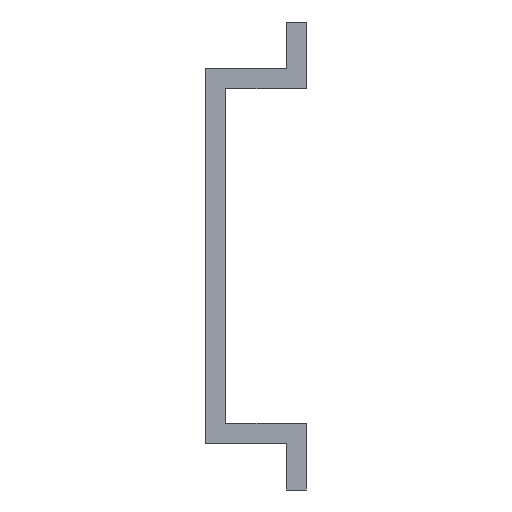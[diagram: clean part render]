
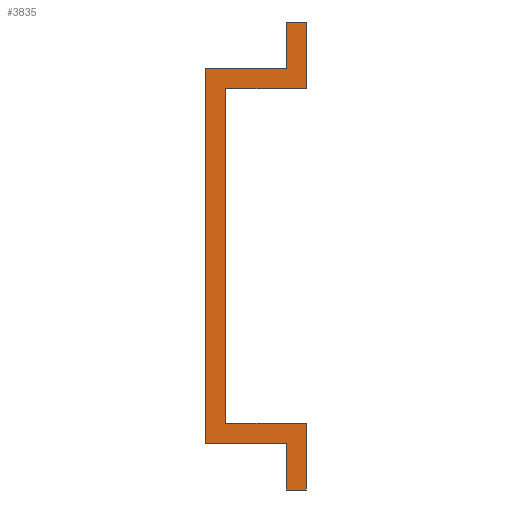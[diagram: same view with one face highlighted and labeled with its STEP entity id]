
A CAD part, left-side view. The second image highlights one B-rep face of the part: STEP entity #3835.
In plain terms, the highlighted planar face has unit normal (-1, 0, 0).
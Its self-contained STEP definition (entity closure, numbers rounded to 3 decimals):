
#1 = CARTESIAN_POINT ( 'NONE',  ( -345., -3., 17.5 ) ) ;
#15 = LINE ( 'NONE', #2061, #1756 ) ;
#33 = EDGE_CURVE ( 'NONE', #1890, #4248, #1530, .T. ) ;
#38 = DIRECTION ( 'NONE',  ( 0., -1., 0. ) ) ;
#46 = ORIENTED_EDGE ( 'NONE', *, *, #1848, .T. ) ;
#68 = ORIENTED_EDGE ( 'NONE', *, *, #675, .F. ) ;
#69 = LINE ( 'NONE', #1504, #1508 ) ;
#138 = CARTESIAN_POINT ( 'NONE',  ( -345., -3., -14. ) ) ;
#144 = DIRECTION ( 'NONE',  ( 0., -1., 0. ) ) ;
#234 = DIRECTION ( 'NONE',  ( 0., -1., 0. ) ) ;
#367 = ORIENTED_EDGE ( 'NONE', *, *, #1086, .F. ) ;
#446 = LINE ( 'NONE', #1144, #4376 ) ;
#584 = DIRECTION ( 'NONE',  ( 0., 1., 0. ) ) ;
#600 = VERTEX_POINT ( 'NONE', #2855 ) ;
#675 = EDGE_CURVE ( 'NONE', #3973, #2283, #69, .T. ) ;
#734 = PLANE ( 'NONE',  #2483 ) ;
#822 = LINE ( 'NONE', #1522, #1623 ) ;
#856 = EDGE_CURVE ( 'NONE', #4248, #1035, #937, .T. ) ;
#922 = DIRECTION ( 'NONE',  ( 0., 0., -1. ) ) ;
#937 = LINE ( 'NONE', #3303, #1435 ) ;
#970 = CARTESIAN_POINT ( 'NONE',  ( -345., -3., -14. ) ) ;
#998 = CARTESIAN_POINT ( 'NONE',  ( -345., -3., 17.5 ) ) ;
#1016 = VERTEX_POINT ( 'NONE', #1384 ) ;
#1035 = VERTEX_POINT ( 'NONE', #1973 ) ;
#1039 = CARTESIAN_POINT ( 'NONE',  ( -345., -3., -14. ) ) ;
#1086 = EDGE_CURVE ( 'NONE', #1916, #1016, #446, .T. ) ;
#1144 = CARTESIAN_POINT ( 'NONE',  ( -345., -3., 17.5 ) ) ;
#1273 = LINE ( 'NONE', #1039, #3607 ) ;
#1373 = ORIENTED_EDGE ( 'NONE', *, *, #4176, .F. ) ;
#1384 = CARTESIAN_POINT ( 'NONE',  ( -345., -4.5, 17.5 ) ) ;
#1400 = VECTOR ( 'NONE', #234, 1000. ) ;
#1435 = VECTOR ( 'NONE', #3282, 1000. ) ;
#1443 = FACE_OUTER_BOUND ( 'NONE', #1509, .T. ) ;
#1489 = DIRECTION ( 'NONE',  ( -1., 0., 0. ) ) ;
#1504 = CARTESIAN_POINT ( 'NONE',  ( -345., -4.5, -14. ) ) ;
#1508 = VECTOR ( 'NONE', #3154, 1000. ) ;
#1509 = EDGE_LOOP ( 'NONE', ( #68, #3747, #2378, #1373, #1906, #367, #1977, #3634, #2712, #2775, #3480, #46 ) ) ;
#1522 = CARTESIAN_POINT ( 'NONE',  ( -345., 1.5, 14. ) ) ;
#1530 = LINE ( 'NONE', #2563, #4379 ) ;
#1556 = CARTESIAN_POINT ( 'NONE',  ( -345., -4.5, -17.5 ) ) ;
#1557 = CARTESIAN_POINT ( 'NONE',  ( -345., -4.5, 12.5 ) ) ;
#1623 = VECTOR ( 'NONE', #3515, 1000. ) ;
#1735 = EDGE_CURVE ( 'NONE', #600, #3973, #2017, .T. ) ;
#1756 = VECTOR ( 'NONE', #38, 1000. ) ;
#1848 = EDGE_CURVE ( 'NONE', #4158, #2283, #15, .T. ) ;
#1864 = EDGE_CURVE ( 'NONE', #1035, #2140, #2103, .T. ) ;
#1890 = VERTEX_POINT ( 'NONE', #3428 ) ;
#1906 = ORIENTED_EDGE ( 'NONE', *, *, #2586, .F. ) ;
#1916 = VERTEX_POINT ( 'NONE', #998 ) ;
#1973 = CARTESIAN_POINT ( 'NONE',  ( -345., 3., -14. ) ) ;
#1977 = ORIENTED_EDGE ( 'NONE', *, *, #2274, .T. ) ;
#2017 = LINE ( 'NONE', #3998, #1400 ) ;
#2047 = VECTOR ( 'NONE', #2151, 1000. ) ;
#2048 = VECTOR ( 'NONE', #4135, 1000. ) ;
#2061 = CARTESIAN_POINT ( 'NONE',  ( -345., -3., -17.5 ) ) ;
#2103 = LINE ( 'NONE', #3791, #2048 ) ;
#2122 = DIRECTION ( 'NONE',  ( 0., 0., -1. ) ) ;
#2140 = VERTEX_POINT ( 'NONE', #970 ) ;
#2151 = DIRECTION ( 'NONE',  ( 0., 0., -1. ) ) ;
#2193 = CARTESIAN_POINT ( 'NONE',  ( -345., 1.5, 12.5 ) ) ;
#2274 = EDGE_CURVE ( 'NONE', #1916, #1890, #2584, .T. ) ;
#2283 = VERTEX_POINT ( 'NONE', #1556 ) ;
#2378 = ORIENTED_EDGE ( 'NONE', *, *, #4038, .F. ) ;
#2456 = CARTESIAN_POINT ( 'NONE',  ( -345., 3., 14. ) ) ;
#2483 = AXIS2_PLACEMENT_3D ( 'NONE', #138, #1489, #2844 ) ;
#2563 = CARTESIAN_POINT ( 'NONE',  ( -345., -3., 14. ) ) ;
#2584 = LINE ( 'NONE', #1, #3961 ) ;
#2586 = EDGE_CURVE ( 'NONE', #1016, #2967, #3257, .T. ) ;
#2712 = ORIENTED_EDGE ( 'NONE', *, *, #856, .T. ) ;
#2775 = ORIENTED_EDGE ( 'NONE', *, *, #1864, .T. ) ;
#2844 = DIRECTION ( 'NONE',  ( 0., 0., 1. ) ) ;
#2855 = CARTESIAN_POINT ( 'NONE',  ( -345., 1.5, -12.5 ) ) ;
#2906 = CARTESIAN_POINT ( 'NONE',  ( -345., -4.5, 17.5 ) ) ;
#2967 = VERTEX_POINT ( 'NONE', #1557 ) ;
#3154 = DIRECTION ( 'NONE',  ( 0., 0., -1. ) ) ;
#3257 = LINE ( 'NONE', #2906, #2047 ) ;
#3265 = VECTOR ( 'NONE', #584, 1000. ) ;
#3282 = DIRECTION ( 'NONE',  ( 0., 0., -1. ) ) ;
#3303 = CARTESIAN_POINT ( 'NONE',  ( -345., 3., 14. ) ) ;
#3318 = CARTESIAN_POINT ( 'NONE',  ( -345., -3., 12.5 ) ) ;
#3373 = EDGE_CURVE ( 'NONE', #2140, #4158, #1273, .T. ) ;
#3428 = CARTESIAN_POINT ( 'NONE',  ( -345., -3., 14. ) ) ;
#3480 = ORIENTED_EDGE ( 'NONE', *, *, #3373, .T. ) ;
#3515 = DIRECTION ( 'NONE',  ( 0., 0., -1. ) ) ;
#3607 = VECTOR ( 'NONE', #2122, 1000. ) ;
#3634 = ORIENTED_EDGE ( 'NONE', *, *, #33, .T. ) ;
#3747 = ORIENTED_EDGE ( 'NONE', *, *, #1735, .F. ) ;
#3791 = CARTESIAN_POINT ( 'NONE',  ( -345., 3., -14. ) ) ;
#3797 = CARTESIAN_POINT ( 'NONE',  ( -345., -4.5, -12.5 ) ) ;
#3835 = ADVANCED_FACE ( 'NONE', ( #1443 ), #734, .T. ) ;
#3914 = DIRECTION ( 'NONE',  ( 0., 1., 0. ) ) ;
#3961 = VECTOR ( 'NONE', #922, 1000. ) ;
#3973 = VERTEX_POINT ( 'NONE', #3797 ) ;
#3997 = CARTESIAN_POINT ( 'NONE',  ( -345., -3., -17.5 ) ) ;
#3998 = CARTESIAN_POINT ( 'NONE',  ( -345., 3., -12.5 ) ) ;
#4038 = EDGE_CURVE ( 'NONE', #4098, #600, #822, .T. ) ;
#4098 = VERTEX_POINT ( 'NONE', #2193 ) ;
#4135 = DIRECTION ( 'NONE',  ( 0., -1., 0. ) ) ;
#4158 = VERTEX_POINT ( 'NONE', #3997 ) ;
#4176 = EDGE_CURVE ( 'NONE', #2967, #4098, #4344, .T. ) ;
#4248 = VERTEX_POINT ( 'NONE', #2456 ) ;
#4344 = LINE ( 'NONE', #3318, #3265 ) ;
#4376 = VECTOR ( 'NONE', #144, 1000. ) ;
#4379 = VECTOR ( 'NONE', #3914, 1000. ) ;
